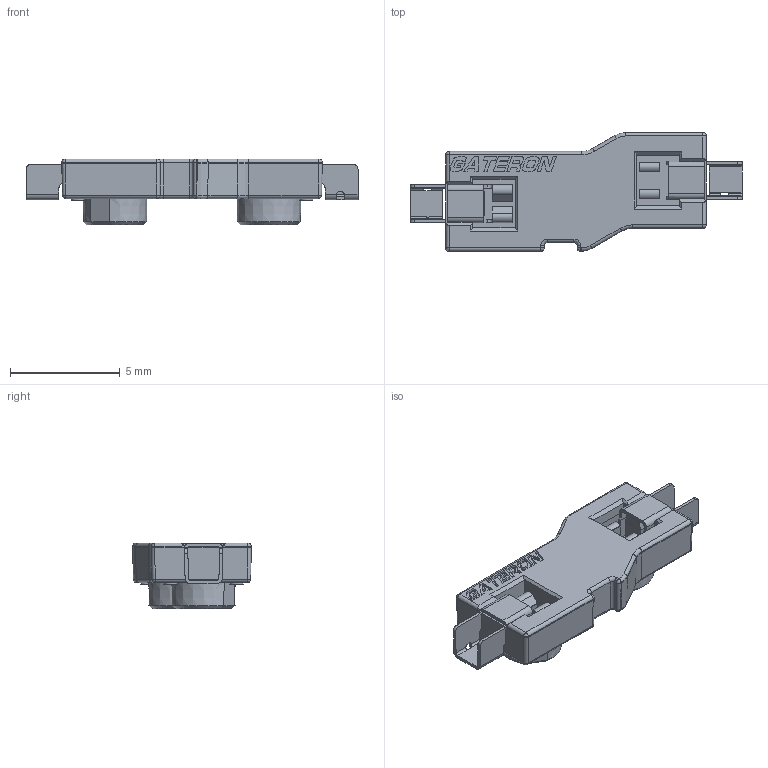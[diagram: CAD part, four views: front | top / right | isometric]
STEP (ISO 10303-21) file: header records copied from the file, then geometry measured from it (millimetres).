
FILE_DESCRIPTION(/* description */ (''),/* implementation_level */ '2;1');
FILE_NAME(/* name */ 'HS_KS-2P02B01-02_KS33.step',/* time_stamp */ '2024-07-13T16:13:33+02:00',/* author */ (''),/* organization */ (''),/* preprocessor_version */ 'ST-DEVELOPER v20',/* originating_system */ 'Autodesk Translation Framework v13.14.0.145',/* authorisation */ '');
FILE_SCHEMA (('AUTOMOTIVE_DESIGN { 1 0 10303 214 3 1 1 }'));
Length unit declared in the file: millimetre
Products named in the file (1): HS_gat_lp
Bounding box: 15.1 x 5.39 x 3 mm (x, y, z)
Volume: 98.9 mm3; surface area: 272.7 mm2
Topology: 1 solids, 1 shells, 477 faces, 1314 edges, 829 vertices
Faces by surface type: plane 288, cylinder 117, bspline 50, torus 10, sphere 8, cone 4
Full cylindrical faces by diameter (mm): 0.6 x4
Entity records: 16381 total; most frequent: CARTESIAN_POINT 4183, ORIENTED_EDGE 2604, DIRECTION 2349, EDGE_CURVE 1302, LINE 923, VECTOR 923, VERTEX_POINT 829, AXIS2_PLACEMENT_3D 713
